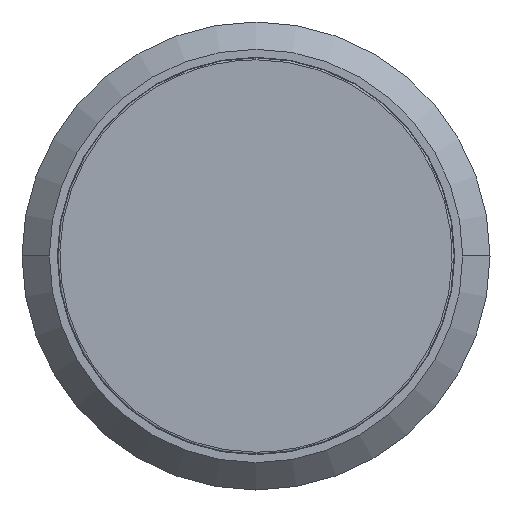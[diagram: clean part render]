
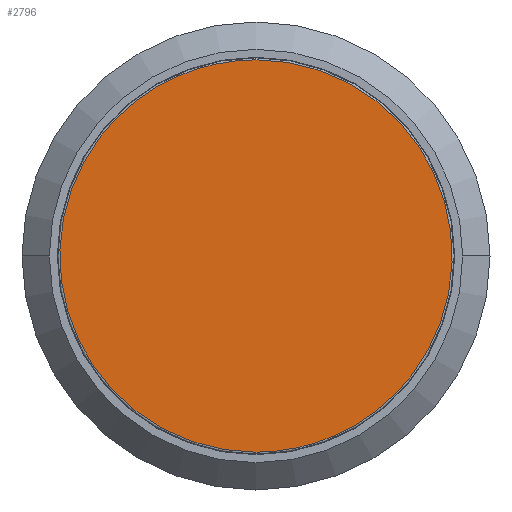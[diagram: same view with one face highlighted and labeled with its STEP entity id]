
A CAD part, left-side view. The second image highlights one B-rep face of the part: STEP entity #2796.
In plain terms, the highlighted planar face has unit normal (-1, 0, 0).
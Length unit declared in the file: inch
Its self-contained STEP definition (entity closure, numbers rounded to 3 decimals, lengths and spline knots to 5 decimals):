
#428 = CARTESIAN_POINT ( 'NONE',  ( -0.17717, 0., 0. ) ) ;
#497 = AXIS2_PLACEMENT_3D ( 'NONE', #428, #14685, #2221 ) ;
#789 = ORIENTED_EDGE ( 'NONE', *, *, #4210, .F. ) ;
#1402 = CARTESIAN_POINT ( 'NONE',  ( -0.17717, 0., -0.19803 ) ) ;
#2221 = DIRECTION ( 'NONE',  ( 0., 0., -1. ) ) ;
#2796 = ADVANCED_FACE ( 'NONE', ( #11089 ), #17746, .F. ) ;
#4210 = EDGE_CURVE ( 'NONE', #4999, #13048, #4678, .T. ) ;
#4678 =( BOUNDED_CURVE ( )  B_SPLINE_CURVE ( 3, ( #6043, #10726, #9179, #1402 ),
 .UNSPECIFIED., .F., .F. ) 
 B_SPLINE_CURVE_WITH_KNOTS ( ( 4, 4 ),
 ( 0., 1. ),
 .UNSPECIFIED. ) 
 CURVE ( )  GEOMETRIC_REPRESENTATION_ITEM ( )  RATIONAL_B_SPLINE_CURVE ( ( 1., 0.333, 0.333, 1. ) ) 
 REPRESENTATION_ITEM ( '' )  );
#4999 = VERTEX_POINT ( 'NONE', #9564 ) ;
#5592 =( BOUNDED_CURVE ( )  B_SPLINE_CURVE ( 3, ( #14298, #7994, #6293, #7856 ),
 .UNSPECIFIED., .F., .F. ) 
 B_SPLINE_CURVE_WITH_KNOTS ( ( 4, 4 ),
 ( 0., 1. ),
 .UNSPECIFIED. ) 
 CURVE ( )  GEOMETRIC_REPRESENTATION_ITEM ( )  RATIONAL_B_SPLINE_CURVE ( ( 1., 0.333, 0.333, 1. ) ) 
 REPRESENTATION_ITEM ( '' )  );
#6043 = CARTESIAN_POINT ( 'NONE',  ( -0.17717, 0., 0.19803 ) ) ;
#6293 = CARTESIAN_POINT ( 'NONE',  ( -0.17717, 0.39606, 0.19803 ) ) ;
#7856 = CARTESIAN_POINT ( 'NONE',  ( -0.17717, 0., 0.19803 ) ) ;
#7994 = CARTESIAN_POINT ( 'NONE',  ( -0.17717, 0.39606, -0.19803 ) ) ;
#9179 = CARTESIAN_POINT ( 'NONE',  ( -0.17717, -0.39606, -0.19803 ) ) ;
#9564 = CARTESIAN_POINT ( 'NONE',  ( -0.17717, 0., 0.19803 ) ) ;
#10726 = CARTESIAN_POINT ( 'NONE',  ( -0.17717, -0.39606, 0.19803 ) ) ;
#11089 = FACE_OUTER_BOUND ( 'NONE', #19485, .T. ) ;
#11211 = EDGE_CURVE ( 'NONE', #13048, #4999, #5592, .T. ) ;
#13048 = VERTEX_POINT ( 'NONE', #19042 ) ;
#14298 = CARTESIAN_POINT ( 'NONE',  ( -0.17717, 0., -0.19803 ) ) ;
#14685 = DIRECTION ( 'NONE',  ( 1., 0., 0. ) ) ;
#15645 = ORIENTED_EDGE ( 'NONE', *, *, #11211, .F. ) ;
#17746 = PLANE ( 'NONE',  #497 ) ;
#19042 = CARTESIAN_POINT ( 'NONE',  ( -0.17717, 0., -0.19803 ) ) ;
#19485 = EDGE_LOOP ( 'NONE', ( #15645, #789 ) ) ;
